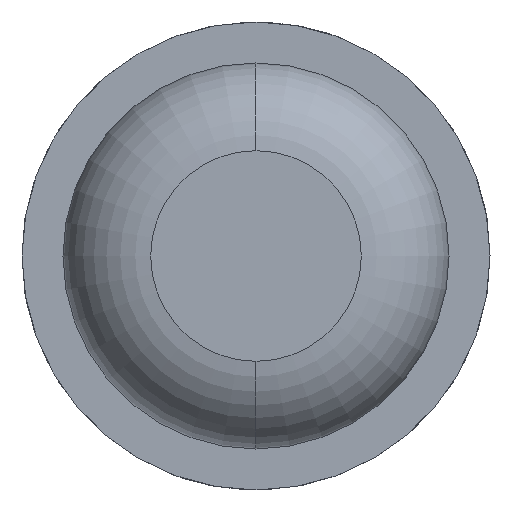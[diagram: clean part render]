
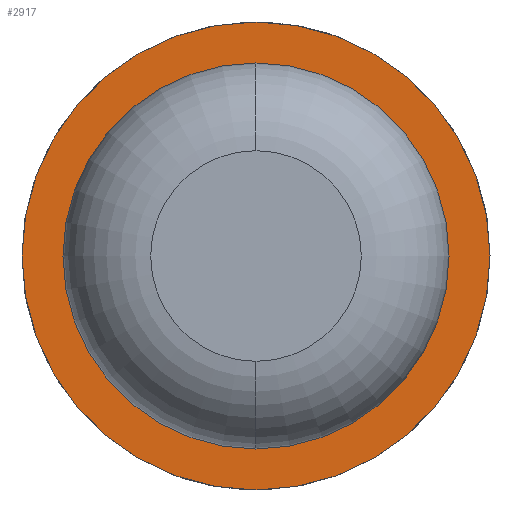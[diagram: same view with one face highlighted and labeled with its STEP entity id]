
A CAD part, front view. The second image highlights one B-rep face of the part: STEP entity #2917.
In plain terms, the highlighted planar face has unit normal (0, -1, 0).
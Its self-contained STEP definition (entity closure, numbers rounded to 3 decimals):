
#190 = CIRCLE ( 'NONE', #2776, 1. ) ;
#224 = DIRECTION ( 'NONE',  ( 0., 1., 0. ) ) ;
#478 = EDGE_LOOP ( 'NONE', ( #590, #1467 ) ) ;
#590 = ORIENTED_EDGE ( 'NONE', *, *, #3550, .T. ) ;
#604 = CARTESIAN_POINT ( 'NONE',  ( 0., -3., 0. ) ) ;
#642 = FACE_OUTER_BOUND ( 'NONE', #1873, .T. ) ;
#646 = CARTESIAN_POINT ( 'NONE',  ( 0.825, -3., 0. ) ) ;
#704 = CARTESIAN_POINT ( 'NONE',  ( -1., -3., 0. ) ) ;
#723 = EDGE_CURVE ( 'Defeature ausgef�hrt1_1+Defeature ausgef�hrt1_2+Defeature ausgef�hrt1_2+Defeature ausgef�hrt1_2', #1384, #4107, #3648, .T. ) ;
#782 = CARTESIAN_POINT ( 'NONE',  ( 0., -3., 0.825 ) ) ;
#945 = DIRECTION ( 'NONE',  ( 0., 1., 0. ) ) ;
#1184 = AXIS2_PLACEMENT_3D ( 'NONE', #646, #1333, #3645 ) ;
#1304 = EDGE_CURVE ( 'Defeature ausgef�hrt1_2+Defeature ausgef�hrt1_4+Defeature ausgef�hrt1_4+Defeature ausgef�hrt1_4', #1489, #2493, #1735, .T. ) ;
#1333 = DIRECTION ( 'NONE',  ( 0., 1., 0. ) ) ;
#1351 = DIRECTION ( 'NONE',  ( -1., 0., 0. ) ) ;
#1384 = VERTEX_POINT ( 'NONE', #704 ) ;
#1467 = ORIENTED_EDGE ( 'NONE', *, *, #1304, .T. ) ;
#1489 = VERTEX_POINT ( 'NONE', #4250 ) ;
#1530 = ORIENTED_EDGE ( 'NONE', *, *, #4182, .F. ) ;
#1703 = DIRECTION ( 'NONE',  ( -1., 0., 0. ) ) ;
#1704 = ORIENTED_EDGE ( 'NONE', *, *, #723, .F. ) ;
#1735 = CIRCLE ( 'NONE', #1750, 0.825 ) ;
#1750 = AXIS2_PLACEMENT_3D ( 'NONE', #2387, #3689, #1703 ) ;
#1840 = AXIS2_PLACEMENT_3D ( 'NONE', #604, #945, #3266 ) ;
#1846 = CIRCLE ( 'NONE', #3192, 0.825 ) ;
#1873 = EDGE_LOOP ( 'NONE', ( #1704, #1530 ) ) ;
#2387 = CARTESIAN_POINT ( 'NONE',  ( 0., -3., 0. ) ) ;
#2493 = VERTEX_POINT ( 'NONE', #782 ) ;
#2542 = FACE_BOUND ( 'NONE', #478, .T. ) ;
#2666 = PLANE ( 'NONE',  #1184 ) ;
#2776 = AXIS2_PLACEMENT_3D ( 'NONE', #2890, #224, #3848 ) ;
#2890 = CARTESIAN_POINT ( 'NONE',  ( 0., -3., 0. ) ) ;
#2917 = ADVANCED_FACE ( 'Defeature ausgef�hrt1_2', ( #642, #2542 ), #2666, .F. ) ;
#2968 = CARTESIAN_POINT ( 'NONE',  ( 0., -3., 0. ) ) ;
#3192 = AXIS2_PLACEMENT_3D ( 'NONE', #2968, #4286, #1351 ) ;
#3266 = DIRECTION ( 'NONE',  ( -1., 0., 0. ) ) ;
#3550 = EDGE_CURVE ( 'Defeature ausgef�hrt1_2+Defeature ausgef�hrt1_4+Defeature ausgef�hrt1_4+Defeature ausgef�hrt1_4', #2493, #1489, #1846, .T. ) ;
#3645 = DIRECTION ( 'NONE',  ( -1., 0., 0. ) ) ;
#3648 = CIRCLE ( 'NONE', #1840, 1. ) ;
#3689 = DIRECTION ( 'NONE',  ( 0., 1., 0. ) ) ;
#3795 = CARTESIAN_POINT ( 'NONE',  ( 1., -3., 0. ) ) ;
#3848 = DIRECTION ( 'NONE',  ( -1., 0., 0. ) ) ;
#4107 = VERTEX_POINT ( 'NONE', #3795 ) ;
#4182 = EDGE_CURVE ( 'Defeature ausgef�hrt1_1+Defeature ausgef�hrt1_2+Defeature ausgef�hrt1_2+Defeature ausgef�hrt1_2', #4107, #1384, #190, .T. ) ;
#4250 = CARTESIAN_POINT ( 'NONE',  ( 0., -3., -0.825 ) ) ;
#4286 = DIRECTION ( 'NONE',  ( 0., 1., 0. ) ) ;
